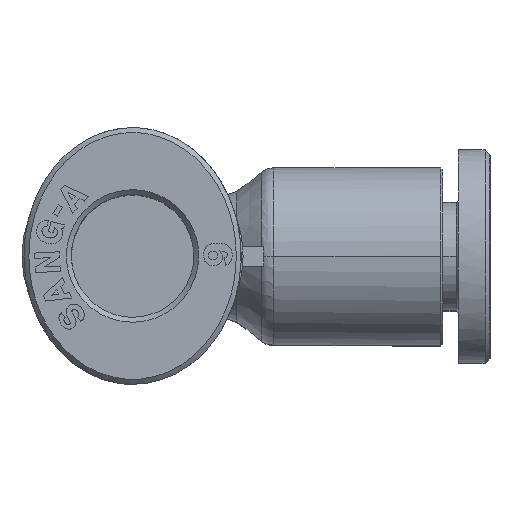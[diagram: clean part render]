
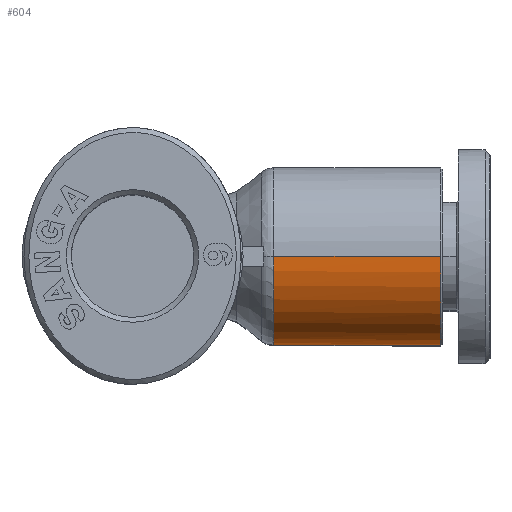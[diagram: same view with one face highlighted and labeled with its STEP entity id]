
A CAD part, top view. The second image highlights one B-rep face of the part: STEP entity #604.
In plain terms, the highlighted cylindrical face has radius 4.5 mm (diameter 9 mm), a partial arc.
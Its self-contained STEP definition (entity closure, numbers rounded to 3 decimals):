
#483=CARTESIAN_POINT('',(-9.4,0.,8.293));
#484=VERTEX_POINT('',#483);
#548=CARTESIAN_POINT('',(-4.9,0.0,11.8));
#549=DIRECTION('',(0.0,0.0,1.0));
#550=DIRECTION('',(-1.0,0.0,0.0));
#551=AXIS2_PLACEMENT_3D('',#548,#549,#550);
#552=CYLINDRICAL_SURFACE('',#551,4.5);
#553=CARTESIAN_POINT('',(-9.4,0.,16.75));
#554=VERTEX_POINT('',#553);
#555=CARTESIAN_POINT('',(-9.4,0.,8.293));
#556=DIRECTION('',(0.0,0.0,1.0));
#557=VECTOR('',#556,8.457);
#558=LINE('',#555,#557);
#559=EDGE_CURVE('',#484,#554,#558,.T.);
#560=ORIENTED_EDGE('',*,*,#559,.F.);
#561=CARTESIAN_POINT('',(-0.428,-0.5,8.293));
#562=VERTEX_POINT('',#561);
#563=CARTESIAN_POINT('',(-4.9,0.0,8.293));
#564=DIRECTION('',(0.0,0.0,-1.0));
#565=DIRECTION('',(1.0,0.0,0.0));
#566=AXIS2_PLACEMENT_3D('',#563,#564,#565);
#567=CIRCLE('',#566,4.5);
#568=EDGE_CURVE('',#562,#484,#567,.T.);
#569=ORIENTED_EDGE('',*,*,#568,.F.);
#570=CARTESIAN_POINT('',(-0.428,-0.5,15.65));
#571=VERTEX_POINT('',#570);
#572=CARTESIAN_POINT('',(-0.428,-0.5,8.293));
#573=DIRECTION('',(0.0,0.0,1.0));
#574=VECTOR('',#573,7.357);
#575=LINE('',#572,#574);
#576=EDGE_CURVE('',#562,#571,#575,.T.);
#577=ORIENTED_EDGE('',*,*,#576,.T.);
#578=CARTESIAN_POINT('',(-0.4,0.,15.65));
#579=VERTEX_POINT('',#578);
#580=CARTESIAN_POINT('',(-4.9,0.,15.65));
#581=DIRECTION('',(0.0,0.0,-1.0));
#582=DIRECTION('',(-1.0,0.0,0.0));
#583=AXIS2_PLACEMENT_3D('',#580,#581,#582);
#584=CIRCLE('',#583,4.5);
#585=EDGE_CURVE('',#579,#571,#584,.T.);
#586=ORIENTED_EDGE('',*,*,#585,.F.);
#587=CARTESIAN_POINT('',(-0.4,0.,16.75));
#588=VERTEX_POINT('',#587);
#589=CARTESIAN_POINT('',(-0.4,0.,16.75));
#590=DIRECTION('',(0.0,0.0,-1.0));
#591=VECTOR('',#590,1.1);
#592=LINE('',#589,#591);
#593=EDGE_CURVE('',#588,#579,#592,.T.);
#594=ORIENTED_EDGE('',*,*,#593,.F.);
#595=CARTESIAN_POINT('',(-4.9,0.,16.75));
#596=DIRECTION('',(0.0,0.0,1.0));
#597=DIRECTION('',(1.0,0.0,0.0));
#598=AXIS2_PLACEMENT_3D('',#595,#596,#597);
#599=CIRCLE('',#598,4.5);
#600=EDGE_CURVE('',#554,#588,#599,.T.);
#601=ORIENTED_EDGE('',*,*,#600,.F.);
#602=EDGE_LOOP('',(#560,#569,#577,#586,#594,#601));
#603=FACE_OUTER_BOUND('',#602,.T.);
#604=ADVANCED_FACE('',(#603),#552,.T.);
